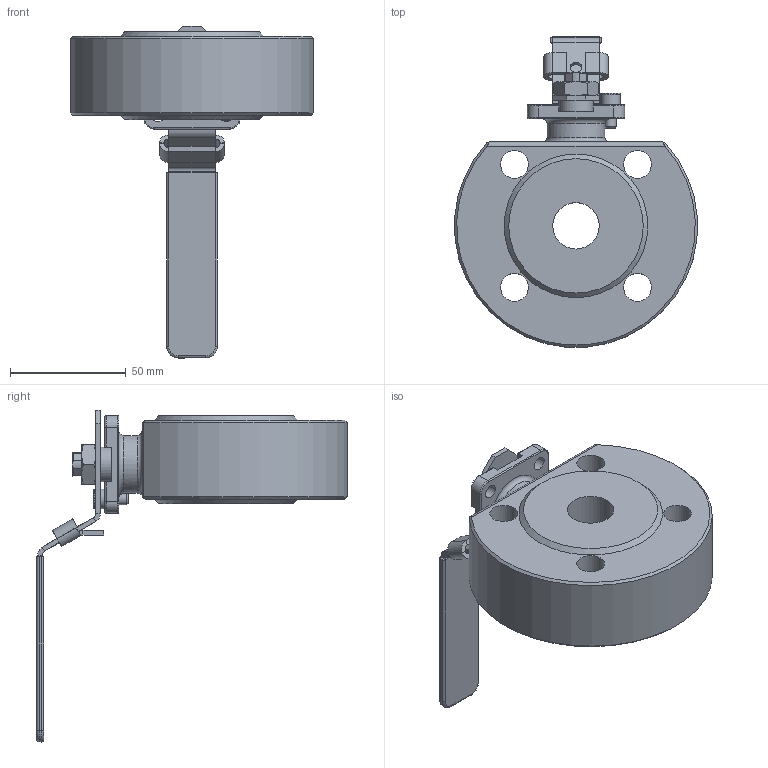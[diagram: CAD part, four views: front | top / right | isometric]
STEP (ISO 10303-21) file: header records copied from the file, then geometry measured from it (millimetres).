
FILE_DESCRIPTION(/* description */ (''),/* implementation_level */ '2;1');
FILE_NAME(/* name */ 'DN20_3D_STEP.stp',/* time_stamp */ '2024-01-17T12:38:48+03:00',/* author */ ('igorr'),/* organization */ (''),/* preprocessor_version */ 'ST-DEVELOPER v19.2',/* originating_system */ 'Autodesk Inventor 2023',/* authorisation */ '');
FILE_SCHEMA (('AUTOMOTIVE_DESIGN { 1 0 10303 214 3 1 1 }'));
Length unit declared in the file: millimetre
Products named in the file (5): Сборка; Деталь1; Деталь6; BS 3692 - M10; AS 1420 - 1973 - M5 x 10
Assembly tree (4 placements, depth 2):
  Сборка
    Деталь1
    Деталь6
    BS 3692 - M10
    AS 1420 - 1973 - M5 x 10
Bounding box: 104.82 x 133.99 x 143.25 mm (x, y, z)
Volume: 273007 mm3; surface area: 48209.7 mm2
Topology: 5 solids, 5 shells, 290 faces, 692 edges, 427 vertices
Faces by surface type: plane 162, cylinder 68, bspline 24, cone 20, torus 16
Full cylindrical faces by diameter (mm): 5 x2, 6 x4, 8.376 x1, 8.5 x1, 10 x1, 12 x4, 15 x1, 20 x2, 25 x1
Entity records: 8972 total; most frequent: CARTESIAN_POINT 1889, ORIENTED_EDGE 1382, DIRECTION 1342, EDGE_CURVE 691, AXIS2_PLACEMENT_3D 463, VERTEX_POINT 427, LINE 416, VECTOR 416
